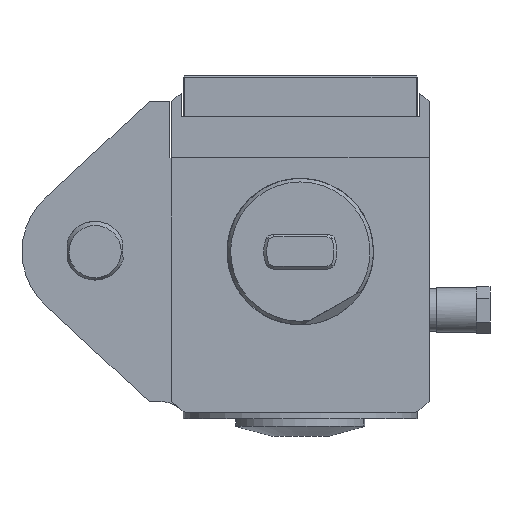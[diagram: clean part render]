
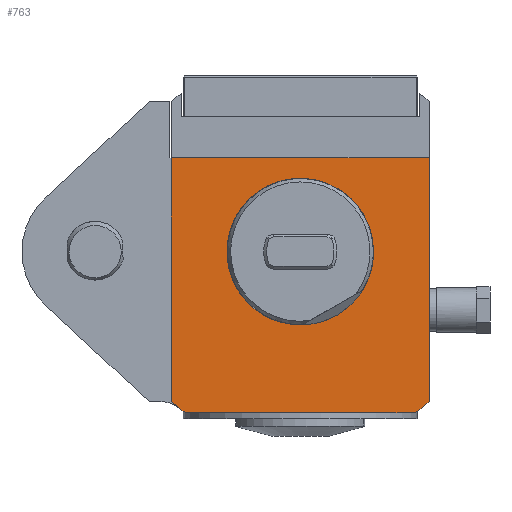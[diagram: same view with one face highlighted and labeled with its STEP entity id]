
A CAD part, front view. The second image highlights one B-rep face of the part: STEP entity #763.
In plain terms, the highlighted planar face has unit normal (0, -1, 0).
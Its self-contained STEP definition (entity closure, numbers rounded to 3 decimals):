
#103 = CIRCLE ( 'NONE', #24377, 24.656 ) ;
#373 = VERTEX_POINT ( 'NONE', #13357 ) ;
#489 = VERTEX_POINT ( 'NONE', #12105 ) ;
#763 = ADVANCED_FACE ( 'Defeature completata1_21', ( #22137, #26321 ), #2752, .F. ) ;
#960 = CARTESIAN_POINT ( 'NONE',  ( 39.131, -5., -55. ) ) ;
#1070 = ORIENTED_EDGE ( 'NONE', *, *, #8404, .F. ) ;
#1442 = DIRECTION ( 'NONE',  ( 0., 0., -1. ) ) ;
#1564 = LINE ( 'NONE', #11030, #19684 ) ;
#2439 = VERTEX_POINT ( 'NONE', #960 ) ;
#2752 = PLANE ( 'NONE',  #23222 ) ;
#3161 = EDGE_CURVE ( 'NONE', #29179, #27258, #25040, .T. ) ;
#3412 = ORIENTED_EDGE ( 'NONE', *, *, #26891, .T. ) ;
#4167 = CARTESIAN_POINT ( 'NONE',  ( -44., -5., 32. ) ) ;
#4487 = CARTESIAN_POINT ( 'NONE',  ( 44., -5., 32. ) ) ;
#4990 = DIRECTION ( 'NONE',  ( 0., 0., -1. ) ) ;
#5405 = ORIENTED_EDGE ( 'NONE', *, *, #29347, .T. ) ;
#5549 = ORIENTED_EDGE ( 'NONE', *, *, #13630, .T. ) ;
#5576 = CIRCLE ( 'NONE', #27368, 67.5 ) ;
#6179 = CARTESIAN_POINT ( 'NONE',  ( 44., -5., -51.188 ) ) ;
#6593 = DIRECTION ( 'NONE',  ( 0., -1., 0. ) ) ;
#7082 = VECTOR ( 'NONE', #1442, 1000. ) ;
#7329 = CARTESIAN_POINT ( 'NONE',  ( -44., -5., 0. ) ) ;
#7548 = DIRECTION ( 'NONE',  ( 1., 0., 0. ) ) ;
#7846 = CIRCLE ( 'NONE', #27664, 67.5 ) ;
#7867 = CARTESIAN_POINT ( 'NONE',  ( -27.15, -5., 0. ) ) ;
#8115 = CARTESIAN_POINT ( 'NONE',  ( 0., -5., 0. ) ) ;
#8404 = EDGE_CURVE ( 'NONE', #14302, #14302, #103, .T. ) ;
#8544 = ORIENTED_EDGE ( 'NONE', *, *, #17526, .F. ) ;
#8960 = CARTESIAN_POINT ( 'NONE',  ( -27.15, -5., 32. ) ) ;
#8978 = VECTOR ( 'NONE', #27911, 1000. ) ;
#9354 = CARTESIAN_POINT ( 'NONE',  ( -24.656, -5., 0. ) ) ;
#10299 = EDGE_LOOP ( 'NONE', ( #1070 ) ) ;
#10877 = DIRECTION ( 'NONE',  ( 0., -1., 0. ) ) ;
#11030 = CARTESIAN_POINT ( 'NONE',  ( 0., -5., -55. ) ) ;
#12105 = CARTESIAN_POINT ( 'NONE',  ( -44., -5., -51.188 ) ) ;
#12361 = DIRECTION ( 'NONE',  ( 0., -1., 0. ) ) ;
#12690 = ORIENTED_EDGE ( 'NONE', *, *, #27331, .T. ) ;
#13196 = DIRECTION ( 'NONE',  ( 1., 0., 0. ) ) ;
#13211 = CARTESIAN_POINT ( 'NONE',  ( 44., -5., 0. ) ) ;
#13357 = CARTESIAN_POINT ( 'NONE',  ( -39.131, -5., -55. ) ) ;
#13630 = EDGE_CURVE ( 'NONE', #2439, #27258, #7846, .T. ) ;
#14302 = VERTEX_POINT ( 'NONE', #9354 ) ;
#15022 = VECTOR ( 'NONE', #4990, 1000. ) ;
#15614 = DIRECTION ( 'NONE',  ( 1., 0., 0. ) ) ;
#15648 = EDGE_LOOP ( 'NONE', ( #26727, #12690, #3412, #5405, #8544, #5549 ) ) ;
#17349 = DIRECTION ( 'NONE',  ( 0., 1., 0. ) ) ;
#17526 = EDGE_CURVE ( 'NONE', #2439, #373, #1564, .T. ) ;
#18832 = DIRECTION ( 'NONE',  ( -1., 0., 0. ) ) ;
#19016 = VERTEX_POINT ( 'NONE', #4167 ) ;
#19684 = VECTOR ( 'NONE', #20520, 1000. ) ;
#20520 = DIRECTION ( 'NONE',  ( -1., 0., 0. ) ) ;
#22137 = FACE_OUTER_BOUND ( 'NONE', #15648, .T. ) ;
#23222 = AXIS2_PLACEMENT_3D ( 'NONE', #7867, #17349, #7548 ) ;
#24377 = AXIS2_PLACEMENT_3D ( 'NONE', #25958, #12361, #18832 ) ;
#25040 = LINE ( 'NONE', #13211, #7082 ) ;
#25958 = CARTESIAN_POINT ( 'NONE',  ( 0., -5., 0. ) ) ;
#26160 = LINE ( 'NONE', #8960, #8978 ) ;
#26261 = LINE ( 'NONE', #7329, #15022 ) ;
#26321 = FACE_BOUND ( 'NONE', #10299, .T. ) ;
#26727 = ORIENTED_EDGE ( 'NONE', *, *, #3161, .F. ) ;
#26891 = EDGE_CURVE ( 'NONE', #19016, #489, #26261, .T. ) ;
#27258 = VERTEX_POINT ( 'NONE', #6179 ) ;
#27331 = EDGE_CURVE ( 'NONE', #29179, #19016, #26160, .T. ) ;
#27368 = AXIS2_PLACEMENT_3D ( 'NONE', #28020, #6593, #15614 ) ;
#27664 = AXIS2_PLACEMENT_3D ( 'NONE', #8115, #10877, #13196 ) ;
#27911 = DIRECTION ( 'NONE',  ( -1., 0., 0. ) ) ;
#28020 = CARTESIAN_POINT ( 'NONE',  ( 0., -5., 0. ) ) ;
#29179 = VERTEX_POINT ( 'NONE', #4487 ) ;
#29347 = EDGE_CURVE ( 'NONE', #489, #373, #5576, .T. ) ;
